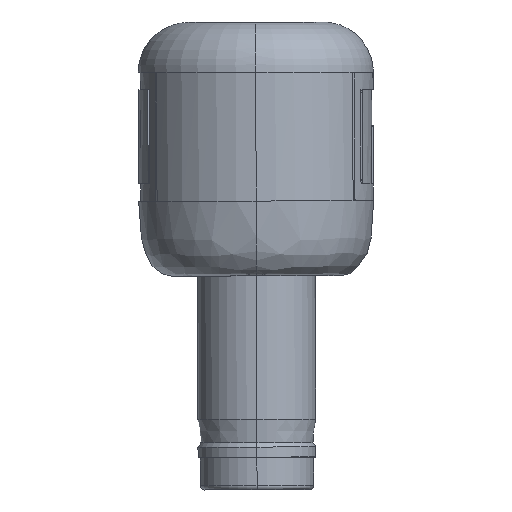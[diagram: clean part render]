
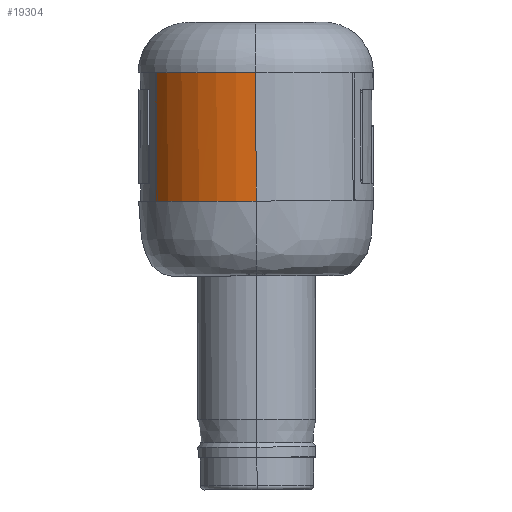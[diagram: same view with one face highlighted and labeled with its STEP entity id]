
A CAD part, left-side view. The second image highlights one B-rep face of the part: STEP entity #19304.
In plain terms, the highlighted cylindrical face has radius 5.5 mm (diameter 11 mm), a partial arc.
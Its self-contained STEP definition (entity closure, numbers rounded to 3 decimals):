
#1640 = LINE ( 'NONE', #38273, #9317 ) ;
#2099 = EDGE_CURVE ( 'NONE', #7740, #2572, #30529, .T. ) ;
#2569 = CARTESIAN_POINT ( 'NONE',  ( 0.526, -3.748, -0.208 ) ) ;
#2572 = VERTEX_POINT ( 'NONE', #18466 ) ;
#2711 = CARTESIAN_POINT ( 'NONE',  ( 1.74, -1.678, 3.357 ) ) ;
#2848 = DIRECTION ( 'NONE',  ( 0., 0., -1. ) ) ;
#3447 = AXIS2_PLACEMENT_3D ( 'NONE', #10331, #32979, #13605 ) ;
#4100 = VERTEX_POINT ( 'NONE', #19366 ) ;
#4321 = CIRCLE ( 'NONE', #3447, 5.5 ) ;
#5553 = DIRECTION ( 'NONE',  ( 0., 0., -1. ) ) ;
#5776 = CARTESIAN_POINT ( 'NONE',  ( 1.192, -2.872, -2.416 ) ) ;
#5922 = CARTESIAN_POINT ( 'NONE',  ( 0.529, -3.744, 0.263 ) ) ;
#6069 = CARTESIAN_POINT ( 'NONE',  ( 1.82, -1.397, 3.48 ) ) ;
#6330 = ORIENTED_EDGE ( 'NONE', *, *, #39312, .T. ) ;
#7740 = VERTEX_POINT ( 'NONE', #15833 ) ;
#8393 = CARTESIAN_POINT ( 'NONE',  ( 1.82, -1.397, 3.48 ) ) ;
#8999 = CARTESIAN_POINT ( 'NONE',  ( -0.647, -4.702, 3.476 ) ) ;
#9036 = CARTESIAN_POINT ( 'NONE',  ( 1.02, -3.135, -2.063 ) ) ;
#9165 = CARTESIAN_POINT ( 'NONE',  ( 0.586, -3.682, 0.728 ) ) ;
#9317 = VECTOR ( 'NONE', #41513, 1000. ) ;
#9581 = ORIENTED_EDGE ( 'NONE', *, *, #2099, .T. ) ;
#10331 = CARTESIAN_POINT ( 'NONE',  ( -3.5, 0., 3.476 ) ) ;
#11148 = AXIS2_PLACEMENT_3D ( 'NONE', #39400, #16821, #36279 ) ;
#11289 = EDGE_LOOP ( 'NONE', ( #6330, #12550, #38861, #32849, #12104, #9581, #41591, #39098 ) ) ;
#11491 = CIRCLE ( 'NONE', #34512, 5.5 ) ;
#12104 = ORIENTED_EDGE ( 'NONE', *, *, #15560, .F. ) ;
#12292 = CARTESIAN_POINT ( 'NONE',  ( 0.859, -3.355, -1.682 ) ) ;
#12424 = CARTESIAN_POINT ( 'NONE',  ( 0.774, -3.466, 1.463 ) ) ;
#12550 = ORIENTED_EDGE ( 'NONE', *, *, #37418, .T. ) ;
#13529 = CARTESIAN_POINT ( 'NONE',  ( -6.353, -4.702, 3.476 ) ) ;
#13605 = DIRECTION ( 'NONE',  ( -0.519, -0.855, 0. ) ) ;
#14105 = VERTEX_POINT ( 'NONE', #13529 ) ;
#15023 = VERTEX_POINT ( 'NONE', #31569 ) ;
#15073 = CYLINDRICAL_SURFACE ( 'NONE', #11148, 5.5 ) ;
#15293 = CARTESIAN_POINT ( 'NONE',  ( 1.25, -2.773, -2.524 ) ) ;
#15560 = EDGE_CURVE ( 'NONE', #7740, #14105, #4321, .T. ) ;
#15586 = CARTESIAN_POINT ( 'NONE',  ( 0.717, -3.532, -1.27 ) ) ;
#15732 = CARTESIAN_POINT ( 'NONE',  ( 1.098, -3.027, 2.233 ) ) ;
#15833 = CARTESIAN_POINT ( 'NONE',  ( -0.647, -4.702, 3.476 ) ) ;
#15891 = EDGE_CURVE ( 'NONE', #35860, #14105, #1640, .T. ) ;
#16821 = DIRECTION ( 'NONE',  ( 0., 0., -1. ) ) ;
#18342 = DIRECTION ( 'NONE',  ( 0., 0., -1. ) ) ;
#18466 = CARTESIAN_POINT ( 'NONE',  ( -0.647, -4.702, -2.524 ) ) ;
#18841 = CARTESIAN_POINT ( 'NONE',  ( 0.605, -3.661, -0.827 ) ) ;
#18886 = DIRECTION ( 'NONE',  ( 0., 0., -1. ) ) ;
#18973 = CARTESIAN_POINT ( 'NONE',  ( 1.443, -2.425, 2.875 ) ) ;
#19304 = ADVANCED_FACE ( 'NONE', ( #27756 ), #15073, .T. ) ;
#19366 = CARTESIAN_POINT ( 'NONE',  ( -9., 0., 3.48 ) ) ;
#20928 = VECTOR ( 'NONE', #41335, 1000. ) ;
#21658 = CIRCLE ( 'NONE', #35515, 5.5 ) ;
#21745 = CARTESIAN_POINT ( 'NONE',  ( 1.25, -2.773, -2.524 ) ) ;
#22131 = CARTESIAN_POINT ( 'NONE',  ( 0.537, -3.735, -0.368 ) ) ;
#22268 = CARTESIAN_POINT ( 'NONE',  ( 1.648, -1.941, 3.212 ) ) ;
#22387 = CARTESIAN_POINT ( 'NONE',  ( -3.5, 0., -2.524 ) ) ;
#22923 = AXIS2_PLACEMENT_3D ( 'NONE', #38174, #18886, #41423 ) ;
#25000 = CARTESIAN_POINT ( 'NONE',  ( -3.5, 0., -2.524 ) ) ;
#25230 = CARTESIAN_POINT ( 'NONE',  ( 1.134, -2.965, -2.301 ) ) ;
#25366 = CARTESIAN_POINT ( 'NONE',  ( 0.522, -3.752, 0.107 ) ) ;
#25492 = CARTESIAN_POINT ( 'NONE',  ( 1.782, -1.54, 3.423 ) ) ;
#25610 = DIRECTION ( 'NONE',  ( -1., 0., 0. ) ) ;
#25961 = VECTOR ( 'NONE', #18342, 1000. ) ;
#26297 = EDGE_CURVE ( 'NONE', #39277, #27248, #29770, .T. ) ;
#27248 = VERTEX_POINT ( 'NONE', #8393 ) ;
#27756 = FACE_OUTER_BOUND ( 'NONE', #11289, .T. ) ;
#28204 = DIRECTION ( 'NONE',  ( -1., 0., 0. ) ) ;
#28578 = CARTESIAN_POINT ( 'NONE',  ( 0.561, -3.709, 0.573 ) ) ;
#29185 = CIRCLE ( 'NONE', #22923, 5.5 ) ;
#29770 = B_SPLINE_CURVE_WITH_KNOTS ( 'NONE', 3,
 ( #15293, #5776, #25230, #9036, #31706, #12292, #34945, #15586, #38129, #18841, #41371, #22131, #2569, #25366, #5922, #28578, #9165, #31844, #12424, #35077, #15732, #38279, #18973, #41518, #22268, #2711, #25492, #6069 ),
 .UNSPECIFIED., .F., .F.,
 ( 4, 2, 2, 2, 2, 2, 2, 2, 2, 2, 2, 2, 2, 4 ),
 ( 0.003, 0.004, 0.004, 0.005, 0.005, 0.006, 0.006, 0.006, 0.007, 0.008, 0.009, 0.01, 0.01, 0.011 ),
 .UNSPECIFIED. ) ;
#30529 = LINE ( 'NONE', #8999, #20928 ) ;
#31569 = CARTESIAN_POINT ( 'NONE',  ( -9., 0., -2.524 ) ) ;
#31706 = CARTESIAN_POINT ( 'NONE',  ( 0.965, -3.213, -1.939 ) ) ;
#31844 = CARTESIAN_POINT ( 'NONE',  ( 0.682, -3.573, 1.179 ) ) ;
#32849 = ORIENTED_EDGE ( 'NONE', *, *, #15891, .T. ) ;
#32979 = DIRECTION ( 'NONE',  ( 0., 0., -1. ) ) ;
#34512 = AXIS2_PLACEMENT_3D ( 'NONE', #25000, #5553, #28204 ) ;
#34544 = LINE ( 'NONE', #37643, #25961 ) ;
#34945 = CARTESIAN_POINT ( 'NONE',  ( 0.809, -3.419, -1.548 ) ) ;
#35077 = CARTESIAN_POINT ( 'NONE',  ( 0.983, -3.191, 1.992 ) ) ;
#35244 = EDGE_CURVE ( 'NONE', #39277, #2572, #21658, .T. ) ;
#35515 = AXIS2_PLACEMENT_3D ( 'NONE', #22387, #2848, #25610 ) ;
#35860 = VERTEX_POINT ( 'NONE', #39468 ) ;
#36279 = DIRECTION ( 'NONE',  ( -1., 0., 0. ) ) ;
#37418 = EDGE_CURVE ( 'NONE', #4100, #15023, #34544, .T. ) ;
#37643 = CARTESIAN_POINT ( 'NONE',  ( -9., 0., -2.524 ) ) ;
#38129 = CARTESIAN_POINT ( 'NONE',  ( 0.675, -3.581, -1.124 ) ) ;
#38174 = CARTESIAN_POINT ( 'NONE',  ( -3.5, 0., 3.48 ) ) ;
#38273 = CARTESIAN_POINT ( 'NONE',  ( -6.353, -4.702, -2.524 ) ) ;
#38279 = CARTESIAN_POINT ( 'NONE',  ( 1.328, -2.645, 2.675 ) ) ;
#38861 = ORIENTED_EDGE ( 'NONE', *, *, #39276, .F. ) ;
#39098 = ORIENTED_EDGE ( 'NONE', *, *, #26297, .T. ) ;
#39276 = EDGE_CURVE ( 'NONE', #35860, #15023, #11491, .T. ) ;
#39277 = VERTEX_POINT ( 'NONE', #21745 ) ;
#39312 = EDGE_CURVE ( 'NONE', #27248, #4100, #29185, .T. ) ;
#39400 = CARTESIAN_POINT ( 'NONE',  ( -3.5, 0., -2.524 ) ) ;
#39468 = CARTESIAN_POINT ( 'NONE',  ( -6.353, -4.702, -2.524 ) ) ;
#41335 = DIRECTION ( 'NONE',  ( 0., 0., -1. ) ) ;
#41371 = CARTESIAN_POINT ( 'NONE',  ( 0.577, -3.692, -0.676 ) ) ;
#41423 = DIRECTION ( 'NONE',  ( -1., 0., 0. ) ) ;
#41513 = DIRECTION ( 'NONE',  ( 0., 0., 1. ) ) ;
#41518 = CARTESIAN_POINT ( 'NONE',  ( 1.599, -2.066, 3.133 ) ) ;
#41591 = ORIENTED_EDGE ( 'NONE', *, *, #35244, .F. ) ;
